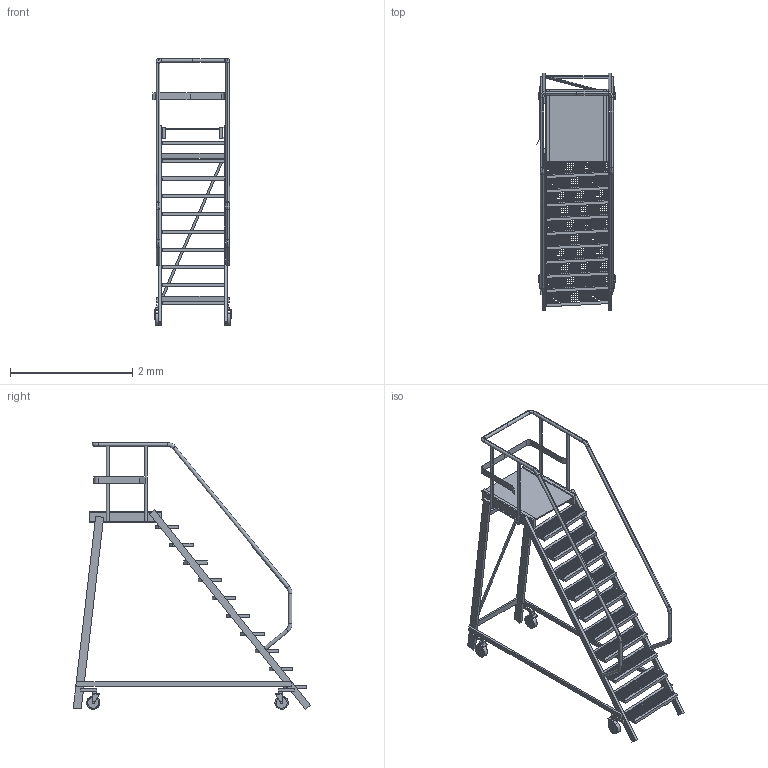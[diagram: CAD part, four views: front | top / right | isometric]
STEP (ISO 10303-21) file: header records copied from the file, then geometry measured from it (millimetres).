
FILE_DESCRIPTION(/* description */ (''),/* implementation_level */ '2;1');
FILE_NAME(/* name */ 'rolling_ladder',/* time_stamp */ '2023-02-15T12:20:39+01:00',/* author */ (''),/* organization */ (''),/* preprocessor_version */ 'ST-DEVELOPER v16.5',/* originating_system */ 'Rhino 7.26',/* authorisation */ '');
FILE_SCHEMA (('CONFIG_CONTROL_DESIGN'));
Length unit declared in the file: millimetre
Products named in the file (1): Document
Bounding box: 1.28 x 3.88 x 4.36 mm (x, y, z)
Volume: 0.3 mm3; surface area: 27.5 mm2
Topology: 438 solids, 442 shells, 2672 faces, 5386 edges, 3594 vertices
Faces by surface type: plane 2586, cylinder 68, bspline 18
Entity records: 59985 total; most frequent: CARTESIAN_POINT 18118, ORIENTED_EDGE 10700, EDGE_CURVE 5362, B_SPLINE_CURVE_WITH_KNOTS 5164, VERTEX_POINT 3570, EDGE_LOOP 2700, ADVANCED_FACE 2672, FACE_OUTER_BOUND 2672
